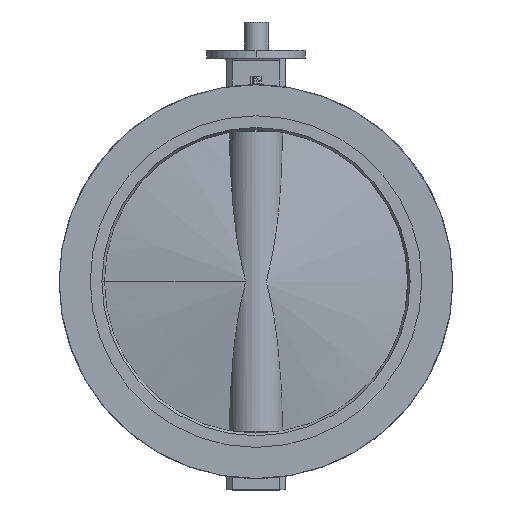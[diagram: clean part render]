
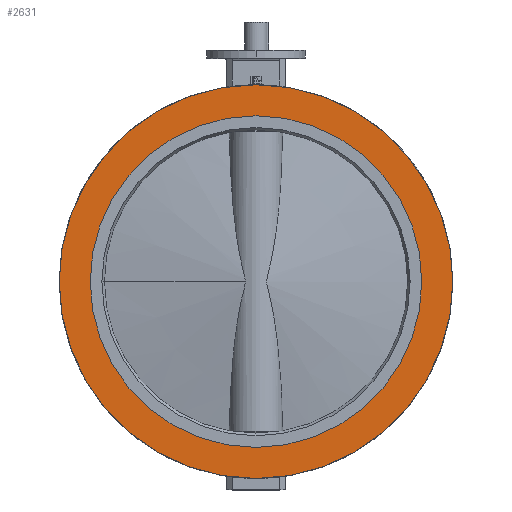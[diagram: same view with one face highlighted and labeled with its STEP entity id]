
A CAD part, top view. The second image highlights one B-rep face of the part: STEP entity #2631.
In plain terms, the highlighted planar face has unit normal (0, 0, 1).
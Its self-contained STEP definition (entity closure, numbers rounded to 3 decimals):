
#56 = DIRECTION ( 'NONE',  ( -1., 0., 0. ) ) ;
#78 = CARTESIAN_POINT ( 'NONE',  ( 0., 0., 109. ) ) ;
#81 = DIRECTION ( 'NONE',  ( 0., 0., -1. ) ) ;
#164 = ORIENTED_EDGE ( 'NONE', *, *, #2793, .T. ) ;
#165 = ORIENTED_EDGE ( 'NONE', *, *, #1128, .T. ) ;
#169 = ORIENTED_EDGE ( 'NONE', *, *, #2821, .T. ) ;
#178 = ORIENTED_EDGE ( 'NONE', *, *, #2762, .T. ) ;
#1128 = EDGE_CURVE ( 'NONE', #2029, #2030, #5040, .T. ) ;
#1622 = CARTESIAN_POINT ( 'NONE',  ( 0., 0., 109. ) ) ;
#1623 = DIRECTION ( 'NONE',  ( 0., 0., 1. ) ) ;
#1624 = DIRECTION ( 'NONE',  ( 1., 0., 0. ) ) ;
#1695 = CARTESIAN_POINT ( 'NONE',  ( 0., 0., 109. ) ) ;
#1696 = DIRECTION ( 'NONE',  ( 0., 0., -1. ) ) ;
#1697 = DIRECTION ( 'NONE',  ( -1., 0., 0. ) ) ;
#1768 = CARTESIAN_POINT ( 'NONE',  ( 0., 0., 109. ) ) ;
#1769 = DIRECTION ( 'NONE',  ( 0., 0., 1. ) ) ;
#1770 = DIRECTION ( 'NONE',  ( 1., 0., 0. ) ) ;
#2029 = VERTEX_POINT ( 'NONE', #3534 ) ;
#2030 = VERTEX_POINT ( 'NONE', #3535 ) ;
#2165 = VERTEX_POINT ( 'NONE', #3670 ) ;
#2166 = VERTEX_POINT ( 'NONE', #3671 ) ;
#2483 = EDGE_LOOP ( 'NONE', ( #178, #169 ) ) ;
#2631 = ADVANCED_FACE ( 'NONE', ( #4216, #4220 ), #3972, .F. ) ;
#2762 = EDGE_CURVE ( 'NONE', #2166, #2165, #4414, .T. ) ;
#2793 = EDGE_CURVE ( 'NONE', #2030, #2029, #4461, .T. ) ;
#2821 = EDGE_CURVE ( 'NONE', #2165, #2166, #4503, .T. ) ;
#2917 = AXIS2_PLACEMENT_3D ( 'NONE', #78, #81, #56 ) ;
#3026 = AXIS2_PLACEMENT_3D ( 'NONE', #3971, #3970, #3974 ) ;
#3085 = AXIS2_PLACEMENT_3D ( 'NONE', #1622, #1623, #1624 ) ;
#3094 = AXIS2_PLACEMENT_3D ( 'NONE', #1695, #1696, #1697 ) ;
#3107 = AXIS2_PLACEMENT_3D ( 'NONE', #1768, #1769, #1770 ) ;
#3534 = CARTESIAN_POINT ( 'NONE',  ( -587.5, 0., 109. ) ) ;
#3535 = CARTESIAN_POINT ( 'NONE',  ( 587.5, 0., 109. ) ) ;
#3670 = CARTESIAN_POINT ( 'NONE',  ( -697.5, 0., 109. ) ) ;
#3671 = CARTESIAN_POINT ( 'NONE',  ( 697.5, 0., 109. ) ) ;
#3970 = DIRECTION ( 'NONE',  ( 0., 0., -1. ) ) ;
#3971 = CARTESIAN_POINT ( 'NONE',  ( -129., -621.759, 109. ) ) ;
#3972 = PLANE ( 'NONE',  #3026 ) ;
#3974 = DIRECTION ( 'NONE',  ( -1., 0., 0. ) ) ;
#4216 = FACE_BOUND ( 'NONE', #5629, .T. ) ;
#4220 = FACE_OUTER_BOUND ( 'NONE', #2483, .T. ) ;
#4414 = CIRCLE ( 'NONE', #3085, 697.5 ) ;
#4461 = CIRCLE ( 'NONE', #3094, 587.5 ) ;
#4503 = CIRCLE ( 'NONE', #3107, 697.5 ) ;
#5040 = CIRCLE ( 'NONE', #2917, 587.5 ) ;
#5629 = EDGE_LOOP ( 'NONE', ( #164, #165 ) ) ;
